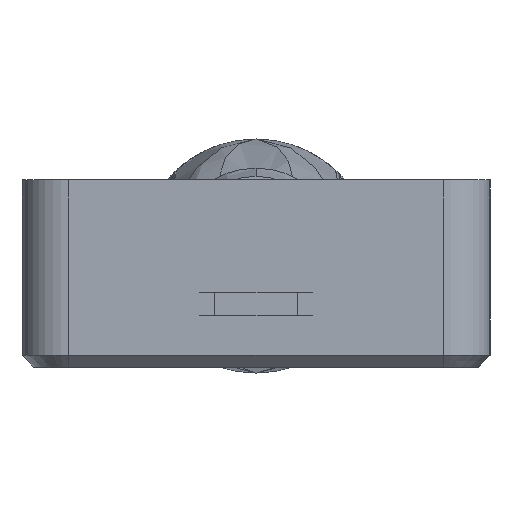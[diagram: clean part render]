
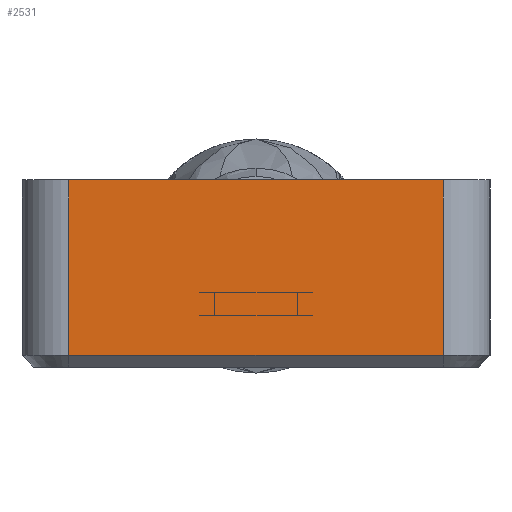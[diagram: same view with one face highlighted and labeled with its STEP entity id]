
A CAD part, left-side view. The second image highlights one B-rep face of the part: STEP entity #2531.
In plain terms, the highlighted planar face has unit normal (-1, 0, 0).
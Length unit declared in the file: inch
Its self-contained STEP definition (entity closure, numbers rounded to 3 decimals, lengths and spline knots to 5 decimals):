
#174=DIRECTION('',(0.,-1.,0.));
#175=VECTOR('',#174,0.62992);
#176=CARTESIAN_POINT('',(-0.62992,0.31496,
0.31496));
#177=LINE('',#176,#175);
#603=DIRECTION('',(0.,1.,0.));
#604=VECTOR('',#603,0.62992);
#605=CARTESIAN_POINT('',(-0.62992,-0.31496,
0.01969));
#606=LINE('',#605,#604);
#607=DIRECTION('',(0.,0.,-1.));
#608=VECTOR('',#607,0.29528);
#609=CARTESIAN_POINT('',(-0.62992,0.31496,
0.31496));
#610=LINE('',#609,#608);
#611=DIRECTION('',(0.,0.,-1.));
#612=VECTOR('',#611,0.29528);
#613=CARTESIAN_POINT('',(-0.62992,-0.31496,
0.31496));
#614=LINE('',#613,#612);
#1349=CARTESIAN_POINT('',(-0.62992,-0.31496,
0.31496));
#1351=VERTEX_POINT('',#1349);
#1354=CARTESIAN_POINT('',(-0.62992,0.31496,
0.31496));
#1356=VERTEX_POINT('',#1354);
#1485=CARTESIAN_POINT('',(-0.62992,-0.31496,
0.01969));
#1486=VERTEX_POINT('',#1485);
#1489=CARTESIAN_POINT('',(-0.62992,0.31496,
0.01969));
#1490=VERTEX_POINT('',#1489);
#2519=CARTESIAN_POINT('',(-0.62992,0.3937,0.));
#2520=DIRECTION('',(-1.,0.,0.));
#2521=DIRECTION('',(0.,-1.,0.));
#2522=AXIS2_PLACEMENT_3D('',#2519,#2520,#2521);
#2523=PLANE('',#2522);
#2525=ORIENTED_EDGE('',*,*,#2524,.T.);
#2526=ORIENTED_EDGE('',*,*,#2514,.F.);
#2527=ORIENTED_EDGE('',*,*,#1914,.T.);
#2528=ORIENTED_EDGE('',*,*,#1977,.T.);
#2529=EDGE_LOOP('',(#2525,#2526,#2527,#2528));
#2530=FACE_OUTER_BOUND('',#2529,.F.);
#2531=ADVANCED_FACE('',(#2530),#2523,.T.);
#1914=EDGE_CURVE('',#1356,#1351,#177,.T.);
#1977=EDGE_CURVE('',#1351,#1486,#614,.T.);
#2514=EDGE_CURVE('',#1356,#1490,#610,.T.);
#2524=EDGE_CURVE('',#1486,#1490,#606,.T.);
